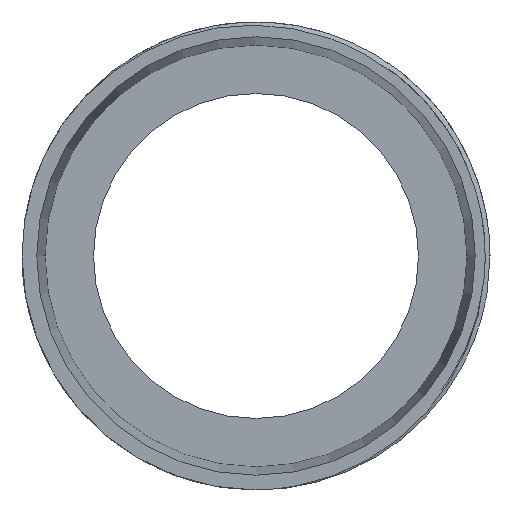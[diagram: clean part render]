
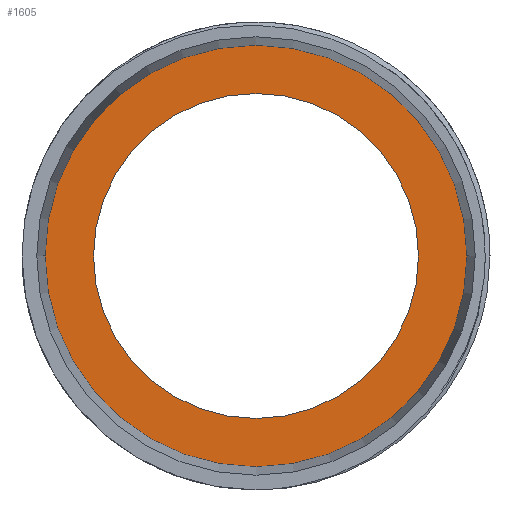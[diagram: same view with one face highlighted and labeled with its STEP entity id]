
A CAD part, left-side view. The second image highlights one B-rep face of the part: STEP entity #1605.
In plain terms, the highlighted planar face has unit normal (-1, 0, 0).
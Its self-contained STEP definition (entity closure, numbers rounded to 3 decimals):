
#47 = VERTEX_POINT ( 'NONE', #2468 ) ;
#259 = EDGE_CURVE ( 'NONE', #47, #3328, #3020, .T. ) ;
#469 = DIRECTION ( 'NONE',  ( -1., 0., 0. ) ) ;
#491 = FACE_BOUND ( 'NONE', #1480, .T. ) ;
#595 = DIRECTION ( 'NONE',  ( 0., -1., 0. ) ) ;
#630 = DIRECTION ( 'NONE',  ( -1., 0., 0. ) ) ;
#731 = VERTEX_POINT ( 'NONE', #2949 ) ;
#758 = FACE_OUTER_BOUND ( 'NONE', #842, .T. ) ;
#775 = CIRCLE ( 'NONE', #2839, 35.695 ) ;
#842 = EDGE_LOOP ( 'NONE', ( #974, #1103 ) ) ;
#936 = EDGE_CURVE ( 'NONE', #731, #2742, #775, .T. ) ;
#944 = ORIENTED_EDGE ( 'NONE', *, *, #259, .F. ) ;
#974 = ORIENTED_EDGE ( 'NONE', *, *, #2968, .T. ) ;
#1038 = CARTESIAN_POINT ( 'NONE',  ( -5.821, 0., 0. ) ) ;
#1080 = CARTESIAN_POINT ( 'NONE',  ( -5.821, 27.5, 0. ) ) ;
#1096 = CIRCLE ( 'NONE', #1330, 35.695 ) ;
#1103 = ORIENTED_EDGE ( 'NONE', *, *, #936, .T. ) ;
#1330 = AXIS2_PLACEMENT_3D ( 'NONE', #2248, #1362, #3331 ) ;
#1362 = DIRECTION ( 'NONE',  ( -1., 0., 0. ) ) ;
#1480 = EDGE_LOOP ( 'NONE', ( #944, #2142 ) ) ;
#1605 = ADVANCED_FACE ( 'NONE', ( #491, #758 ), #2167, .F. ) ;
#1625 = CARTESIAN_POINT ( 'NONE',  ( -5.821, 27.5, 0. ) ) ;
#1802 = AXIS2_PLACEMENT_3D ( 'NONE', #2860, #2920, #595 ) ;
#1977 = CIRCLE ( 'NONE', #1802, 27.5 ) ;
#2121 = CARTESIAN_POINT ( 'NONE',  ( -5.821, -35.695, 0. ) ) ;
#2142 = ORIENTED_EDGE ( 'NONE', *, *, #3227, .F. ) ;
#2167 = PLANE ( 'NONE',  #2360 ) ;
#2190 = AXIS2_PLACEMENT_3D ( 'NONE', #2305, #630, #2613 ) ;
#2248 = CARTESIAN_POINT ( 'NONE',  ( -5.821, 0., 0. ) ) ;
#2305 = CARTESIAN_POINT ( 'NONE',  ( -5.821, 0., 0. ) ) ;
#2360 = AXIS2_PLACEMENT_3D ( 'NONE', #1625, #2499, #3634 ) ;
#2468 = CARTESIAN_POINT ( 'NONE',  ( -5.821, -27.5, 0. ) ) ;
#2499 = DIRECTION ( 'NONE',  ( 1., 0., 0. ) ) ;
#2613 = DIRECTION ( 'NONE',  ( 0., -1., 0. ) ) ;
#2742 = VERTEX_POINT ( 'NONE', #2121 ) ;
#2786 = DIRECTION ( 'NONE',  ( 0., -1., 0. ) ) ;
#2839 = AXIS2_PLACEMENT_3D ( 'NONE', #1038, #469, #2786 ) ;
#2860 = CARTESIAN_POINT ( 'NONE',  ( -5.821, 0., 0. ) ) ;
#2920 = DIRECTION ( 'NONE',  ( -1., 0., 0. ) ) ;
#2949 = CARTESIAN_POINT ( 'NONE',  ( -5.821, 35.695, 0. ) ) ;
#2968 = EDGE_CURVE ( 'NONE', #2742, #731, #1096, .T. ) ;
#3020 = CIRCLE ( 'NONE', #2190, 27.5 ) ;
#3227 = EDGE_CURVE ( 'NONE', #3328, #47, #1977, .T. ) ;
#3328 = VERTEX_POINT ( 'NONE', #1080 ) ;
#3331 = DIRECTION ( 'NONE',  ( 0., -1., 0. ) ) ;
#3634 = DIRECTION ( 'NONE',  ( 0., 1., 0. ) ) ;
